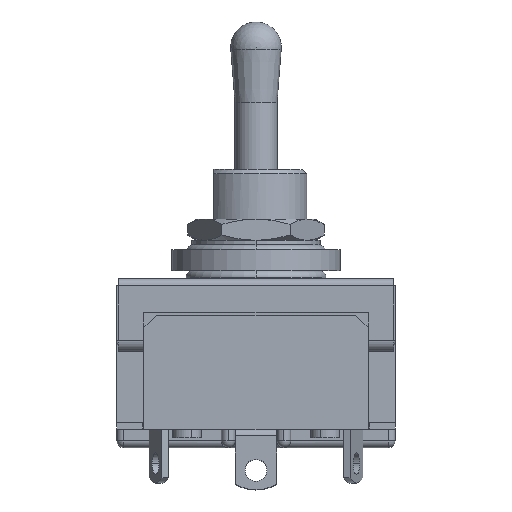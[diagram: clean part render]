
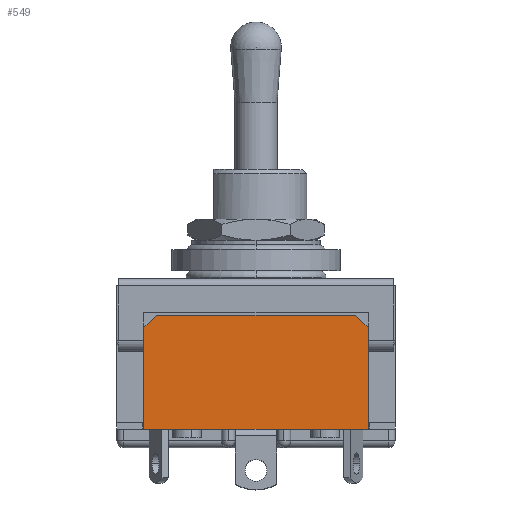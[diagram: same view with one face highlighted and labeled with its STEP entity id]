
A CAD part, top view. The second image highlights one B-rep face of the part: STEP entity #549.
In plain terms, the highlighted planar face has unit normal (0, 0, 1).
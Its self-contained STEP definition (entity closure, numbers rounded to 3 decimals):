
#217 = CARTESIAN_POINT ( 'NONE',  ( 11.8, -3.5, 9.6 ) ) ;
#324 = CARTESIAN_POINT ( 'NONE',  ( -11.8, -3.5, 9.6 ) ) ;
#455 = VERTEX_POINT ( 'NONE', #5132 ) ;
#508 = DIRECTION ( 'NONE',  ( 0., 1., 0. ) ) ;
#527 = VECTOR ( 'NONE', #508, 1000. ) ;
#549 = ADVANCED_FACE ( 'NONE', ( #2463 ), #9060, .F. ) ;
#884 = LINE ( 'NONE', #4163, #527 ) ;
#1074 = VECTOR ( 'NONE', #6745, 1000. ) ;
#1184 = ORIENTED_EDGE ( 'NONE', *, *, #7290, .T. ) ;
#1191 = LINE ( 'NONE', #1531, #3896 ) ;
#1531 = CARTESIAN_POINT ( 'NONE',  ( -13.3, -17., 9.6 ) ) ;
#1716 = CARTESIAN_POINT ( 'NONE',  ( -13.3, -17., 9.6 ) ) ;
#1929 = DIRECTION ( 'NONE',  ( -0.707, 0.707, 0. ) ) ;
#2161 = CARTESIAN_POINT ( 'NONE',  ( -13.3, -5., 9.6 ) ) ;
#2463 = FACE_OUTER_BOUND ( 'NONE', #2768, .T. ) ;
#2634 = CARTESIAN_POINT ( 'NONE',  ( 11.8, -3.5, 9.6 ) ) ;
#2768 = EDGE_LOOP ( 'NONE', ( #8414, #7743, #7085, #3122, #1184, #5791 ) ) ;
#3095 = DIRECTION ( 'NONE',  ( -1., 0., 0. ) ) ;
#3122 = ORIENTED_EDGE ( 'NONE', *, *, #9201, .T. ) ;
#3196 = VECTOR ( 'NONE', #1929, 1000. ) ;
#3198 = AXIS2_PLACEMENT_3D ( 'NONE', #3904, #8336, #3095 ) ;
#3304 = LINE ( 'NONE', #1716, #3649 ) ;
#3471 = VERTEX_POINT ( 'NONE', #4494 ) ;
#3649 = VECTOR ( 'NONE', #6953, 1000. ) ;
#3896 = VECTOR ( 'NONE', #7487, 1000. ) ;
#3902 = LINE ( 'NONE', #5541, #4359 ) ;
#3904 = CARTESIAN_POINT ( 'NONE',  ( -13.3, -3.5, 9.6 ) ) ;
#4163 = CARTESIAN_POINT ( 'NONE',  ( 13.3, -17., 9.6 ) ) ;
#4205 = DIRECTION ( 'NONE',  ( -1., 0., 0. ) ) ;
#4343 = LINE ( 'NONE', #2634, #3196 ) ;
#4359 = VECTOR ( 'NONE', #4205, 1000. ) ;
#4494 = CARTESIAN_POINT ( 'NONE',  ( 13.3, -17., 9.6 ) ) ;
#5132 = CARTESIAN_POINT ( 'NONE',  ( 13.3, -5., 9.6 ) ) ;
#5411 = EDGE_CURVE ( 'NONE', #3471, #455, #884, .T. ) ;
#5541 = CARTESIAN_POINT ( 'NONE',  ( -13.3, -3.5, 9.6 ) ) ;
#5791 = ORIENTED_EDGE ( 'NONE', *, *, #6861, .T. ) ;
#6397 = VERTEX_POINT ( 'NONE', #324 ) ;
#6541 = EDGE_CURVE ( 'NONE', #7276, #6397, #3902, .T. ) ;
#6745 = DIRECTION ( 'NONE',  ( -0.707, -0.707, 0. ) ) ;
#6819 = VERTEX_POINT ( 'NONE', #2161 ) ;
#6861 = EDGE_CURVE ( 'NONE', #8280, #3471, #1191, .T. ) ;
#6953 = DIRECTION ( 'NONE',  ( 0., -1., 0. ) ) ;
#7085 = ORIENTED_EDGE ( 'NONE', *, *, #6541, .T. ) ;
#7276 = VERTEX_POINT ( 'NONE', #217 ) ;
#7290 = EDGE_CURVE ( 'NONE', #6819, #8280, #3304, .T. ) ;
#7445 = CARTESIAN_POINT ( 'NONE',  ( -13.3, -5., 9.6 ) ) ;
#7487 = DIRECTION ( 'NONE',  ( 1., 0., 0. ) ) ;
#7743 = ORIENTED_EDGE ( 'NONE', *, *, #9065, .T. ) ;
#8280 = VERTEX_POINT ( 'NONE', #9665 ) ;
#8336 = DIRECTION ( 'NONE',  ( 0., 0., -1. ) ) ;
#8414 = ORIENTED_EDGE ( 'NONE', *, *, #5411, .T. ) ;
#8946 = LINE ( 'NONE', #7445, #1074 ) ;
#9060 = PLANE ( 'NONE',  #3198 ) ;
#9065 = EDGE_CURVE ( 'NONE', #455, #7276, #4343, .T. ) ;
#9201 = EDGE_CURVE ( 'NONE', #6397, #6819, #8946, .T. ) ;
#9665 = CARTESIAN_POINT ( 'NONE',  ( -13.3, -17., 9.6 ) ) ;
